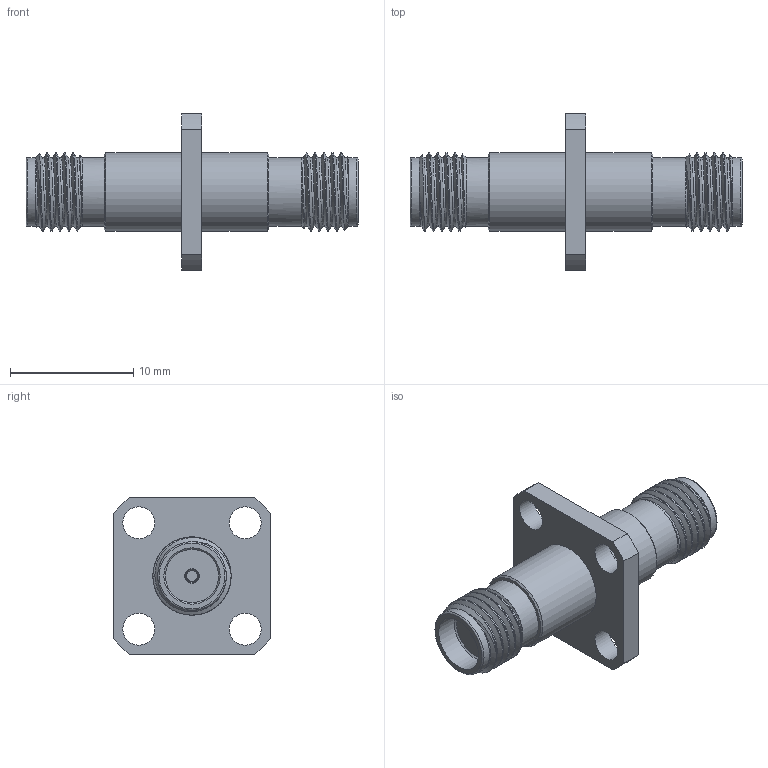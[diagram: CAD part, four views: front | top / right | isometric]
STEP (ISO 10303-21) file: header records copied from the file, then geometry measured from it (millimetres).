
FILE_DESCRIPTION (( 'STEP AP203' ), '1' );
FILE_NAME ('SM4958.step', '2019-11-07T15:29:21', ( '' ), ( '' ), 'SwSTEP 2.0', 'SolidWorks 2018', '' );
FILE_SCHEMA (( 'CONFIG_CONTROL_DESIGN' ));
Length unit declared in the file: inch
Products named in the file (1): SM4958
Bounding box: 26.95 x 12.7 x 12.7 mm (x, y, z)
Volume: 883.9 mm3; surface area: 1042 mm2
Topology: 1 solids, 1 shells, 72 faces, 179 edges, 117 vertices
Faces by surface type: plane 30, cylinder 22, cone 12, bspline 6, torus 2
Full cylindrical faces by diameter (mm): 0.914 x2, 1.168 x2, 2.591 x4, 4.572 x2, 5.582 x4, 6.35 x2
Entity records: 4255 total; most frequent: CARTESIAN_POINT 2659, DIRECTION 306, ORIENTED_EDGE 288, EDGE_CURVE 144, AXIS2_PLACEMENT_3D 129, EDGE_LOOP 110, VERTEX_POINT 104, FACE_OUTER_BOUND 90
